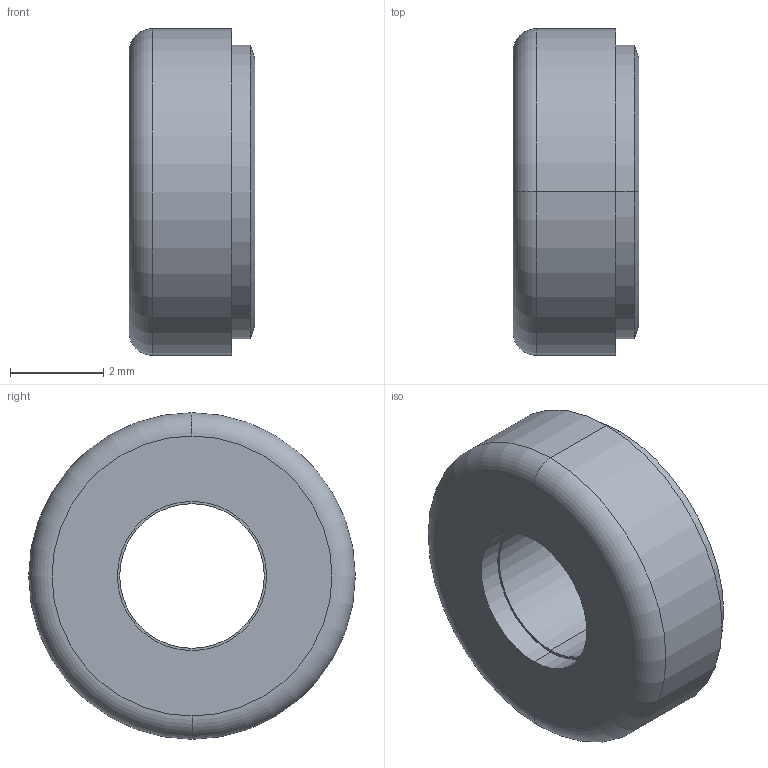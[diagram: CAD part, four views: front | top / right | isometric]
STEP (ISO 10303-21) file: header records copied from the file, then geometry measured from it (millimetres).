
FILE_DESCRIPTION (( 'STEP AP214' ), '1' );
FILE_NAME ('TL_421_M3.STEP', '2016-01-25T00:41:06', ( '' ), ( '' ), 'SwSTEP 2.0', 'SolidWorks 2015', '' );
FILE_SCHEMA (( 'AUTOMOTIVE_DESIGN' ));
Length unit declared in the file: millimetre
Products named in the file (3): packing; washer; TL_421_M3
Assembly tree (2 placements, depth 2):
  TL_421_M3
    washer
    packing
Bounding box: 2.7 x 7 x 7 mm (x, y, z)
Volume: 78.2 mm3; surface area: 250.4 mm2
Topology: 2 solids, 2 shells, 22 faces, 44 edges, 28 vertices
Faces by surface type: cylinder 12, plane 6, torus 2, cone 2
Entity records: 704 total; most frequent: DIRECTION 128, CARTESIAN_POINT 99, ORIENTED_EDGE 88, AXIS2_PLACEMENT_3D 57, EDGE_CURVE 44, CIRCLE 30, EDGE_LOOP 28, VERTEX_POINT 28
